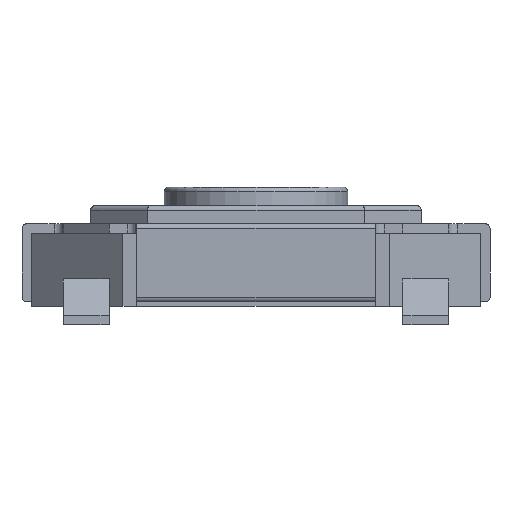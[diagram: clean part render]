
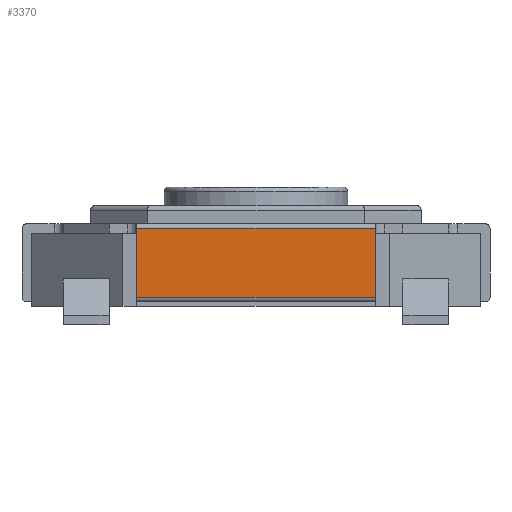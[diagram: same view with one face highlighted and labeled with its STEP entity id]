
A CAD part, left-side view. The second image highlights one B-rep face of the part: STEP entity #3370.
In plain terms, the highlighted planar face has unit normal (-1, 0, 0).
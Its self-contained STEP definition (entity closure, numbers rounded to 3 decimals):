
#807 = PLANE('',#808);
#808 = AXIS2_PLACEMENT_3D('',#809,#810,#811);
#809 = CARTESIAN_POINT('',(-2.55,1.3,1.1));
#810 = DIRECTION('',(0.,-1.,0.));
#811 = DIRECTION('',(1.,0.,0.));
#1685 = PLANE('',#1686);
#1686 = AXIS2_PLACEMENT_3D('',#1687,#1688,#1689);
#1687 = CARTESIAN_POINT('',(-2.55,-1.3,1.1));
#1688 = DIRECTION('',(0.,1.,0.));
#1689 = DIRECTION('',(-1.,0.,0.));
#2805 = CYLINDRICAL_SURFACE('',#2806,0.05);
#2806 = AXIS2_PLACEMENT_3D('',#2807,#2808,#2809);
#2807 = CARTESIAN_POINT('',(-2.5,-1.4,1.05));
#2808 = DIRECTION('',(0.,1.,0.));
#2809 = DIRECTION('',(-1.,0.,0.));
#3370 = ADVANCED_FACE('',(#3371),#3385,.F.);
#3371 = FACE_BOUND('',#3372,.T.);
#3372 = EDGE_LOOP('',(#3373,#3403,#3431,#3454));
#3373 = ORIENTED_EDGE('',*,*,#3374,.T.);
#3374 = EDGE_CURVE('',#3375,#3377,#3379,.T.);
#3375 = VERTEX_POINT('',#3376);
#3376 = CARTESIAN_POINT('',(-2.55,1.3,1.05));
#3377 = VERTEX_POINT('',#3378);
#3378 = CARTESIAN_POINT('',(-2.55,1.3,0.3));
#3379 = SURFACE_CURVE('',#3380,(#3384,#3396),.PCURVE_S1.);
#3380 = LINE('',#3381,#3382);
#3381 = CARTESIAN_POINT('',(-2.55,1.3,1.1));
#3382 = VECTOR('',#3383,1.);
#3383 = DIRECTION('',(-0.,0.,-1.));
#3384 = PCURVE('',#3385,#3390);
#3385 = PLANE('',#3386);
#3386 = AXIS2_PLACEMENT_3D('',#3387,#3388,#3389);
#3387 = CARTESIAN_POINT('',(-2.55,1.3,1.1));
#3388 = DIRECTION('',(1.,0.,0.));
#3389 = DIRECTION('',(0.,1.,0.));
#3390 = DEFINITIONAL_REPRESENTATION('',(#3391),#3395);
#3391 = LINE('',#3392,#3393);
#3392 = CARTESIAN_POINT('',(0.,0.));
#3393 = VECTOR('',#3394,1.);
#3394 = DIRECTION('',(0.,-1.));
#3395 = ( GEOMETRIC_REPRESENTATION_CONTEXT(2) 
PARAMETRIC_REPRESENTATION_CONTEXT() REPRESENTATION_CONTEXT('2D SPACE',''
  ) );
#3396 = PCURVE('',#807,#3397);
#3397 = DEFINITIONAL_REPRESENTATION('',(#3398),#3402);
#3398 = LINE('',#3399,#3400);
#3399 = CARTESIAN_POINT('',(0.,0.));
#3400 = VECTOR('',#3401,1.);
#3401 = DIRECTION('',(0.,-1.));
#3402 = ( GEOMETRIC_REPRESENTATION_CONTEXT(2) 
PARAMETRIC_REPRESENTATION_CONTEXT() REPRESENTATION_CONTEXT('2D SPACE',''
  ) );
#3403 = ORIENTED_EDGE('',*,*,#3404,.T.);
#3404 = EDGE_CURVE('',#3377,#3405,#3407,.T.);
#3405 = VERTEX_POINT('',#3406);
#3406 = CARTESIAN_POINT('',(-2.55,-1.3,0.3));
#3407 = SURFACE_CURVE('',#3408,(#3412,#3419),.PCURVE_S1.);
#3408 = LINE('',#3409,#3410);
#3409 = CARTESIAN_POINT('',(-2.55,-1.3,0.3));
#3410 = VECTOR('',#3411,1.);
#3411 = DIRECTION('',(0.,-1.,0.));
#3412 = PCURVE('',#3385,#3413);
#3413 = DEFINITIONAL_REPRESENTATION('',(#3414),#3418);
#3414 = LINE('',#3415,#3416);
#3415 = CARTESIAN_POINT('',(-2.6,-0.8));
#3416 = VECTOR('',#3417,1.);
#3417 = DIRECTION('',(-1.,0.));
#3418 = ( GEOMETRIC_REPRESENTATION_CONTEXT(2) 
PARAMETRIC_REPRESENTATION_CONTEXT() REPRESENTATION_CONTEXT('2D SPACE',''
  ) );
#3419 = PCURVE('',#3420,#3425);
#3420 = CYLINDRICAL_SURFACE('',#3421,0.05);
#3421 = AXIS2_PLACEMENT_3D('',#3422,#3423,#3424);
#3422 = CARTESIAN_POINT('',(-2.5,0.,0.3));
#3423 = DIRECTION('',(0.,-1.,0.));
#3424 = DIRECTION('',(1.,0.,0.));
#3425 = DEFINITIONAL_REPRESENTATION('',(#3426),#3430);
#3426 = LINE('',#3427,#3428);
#3427 = CARTESIAN_POINT('',(3.142,1.3));
#3428 = VECTOR('',#3429,1.);
#3429 = DIRECTION('',(0.,1.));
#3430 = ( GEOMETRIC_REPRESENTATION_CONTEXT(2) 
PARAMETRIC_REPRESENTATION_CONTEXT() REPRESENTATION_CONTEXT('2D SPACE',''
  ) );
#3431 = ORIENTED_EDGE('',*,*,#3432,.F.);
#3432 = EDGE_CURVE('',#3433,#3405,#3435,.T.);
#3433 = VERTEX_POINT('',#3434);
#3434 = CARTESIAN_POINT('',(-2.55,-1.3,1.05));
#3435 = SURFACE_CURVE('',#3436,(#3440,#3447),.PCURVE_S1.);
#3436 = LINE('',#3437,#3438);
#3437 = CARTESIAN_POINT('',(-2.55,-1.3,1.1));
#3438 = VECTOR('',#3439,1.);
#3439 = DIRECTION('',(-0.,0.,-1.));
#3440 = PCURVE('',#3385,#3441);
#3441 = DEFINITIONAL_REPRESENTATION('',(#3442),#3446);
#3442 = LINE('',#3443,#3444);
#3443 = CARTESIAN_POINT('',(-2.6,0.));
#3444 = VECTOR('',#3445,1.);
#3445 = DIRECTION('',(0.,-1.));
#3446 = ( GEOMETRIC_REPRESENTATION_CONTEXT(2) 
PARAMETRIC_REPRESENTATION_CONTEXT() REPRESENTATION_CONTEXT('2D SPACE',''
  ) );
#3447 = PCURVE('',#1685,#3448);
#3448 = DEFINITIONAL_REPRESENTATION('',(#3449),#3453);
#3449 = LINE('',#3450,#3451);
#3450 = CARTESIAN_POINT('',(0.,0.));
#3451 = VECTOR('',#3452,1.);
#3452 = DIRECTION('',(0.,-1.));
#3453 = ( GEOMETRIC_REPRESENTATION_CONTEXT(2) 
PARAMETRIC_REPRESENTATION_CONTEXT() REPRESENTATION_CONTEXT('2D SPACE',''
  ) );
#3454 = ORIENTED_EDGE('',*,*,#3455,.T.);
#3455 = EDGE_CURVE('',#3433,#3375,#3456,.T.);
#3456 = SURFACE_CURVE('',#3457,(#3461,#3468),.PCURVE_S1.);
#3457 = LINE('',#3458,#3459);
#3458 = CARTESIAN_POINT('',(-2.55,1.3,1.05));
#3459 = VECTOR('',#3460,1.);
#3460 = DIRECTION('',(0.,1.,0.));
#3461 = PCURVE('',#3385,#3462);
#3462 = DEFINITIONAL_REPRESENTATION('',(#3463),#3467);
#3463 = LINE('',#3464,#3465);
#3464 = CARTESIAN_POINT('',(0.,-0.05));
#3465 = VECTOR('',#3466,1.);
#3466 = DIRECTION('',(1.,-0.));
#3467 = ( GEOMETRIC_REPRESENTATION_CONTEXT(2) 
PARAMETRIC_REPRESENTATION_CONTEXT() REPRESENTATION_CONTEXT('2D SPACE',''
  ) );
#3468 = PCURVE('',#2805,#3469);
#3469 = DEFINITIONAL_REPRESENTATION('',(#3470),#3474);
#3470 = LINE('',#3471,#3472);
#3471 = CARTESIAN_POINT('',(0.,2.7));
#3472 = VECTOR('',#3473,1.);
#3473 = DIRECTION('',(0.,1.));
#3474 = ( GEOMETRIC_REPRESENTATION_CONTEXT(2) 
PARAMETRIC_REPRESENTATION_CONTEXT() REPRESENTATION_CONTEXT('2D SPACE',''
  ) );
